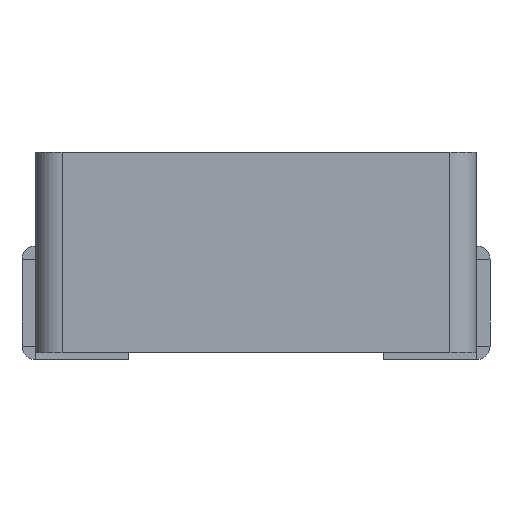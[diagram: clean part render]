
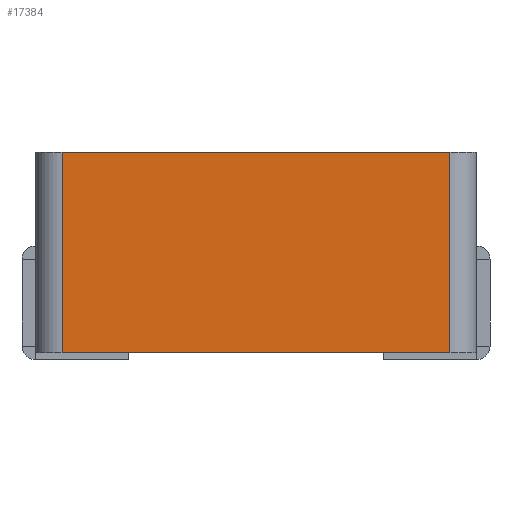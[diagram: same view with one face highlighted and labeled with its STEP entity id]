
A CAD part, front view. The second image highlights one B-rep face of the part: STEP entity #17384.
In plain terms, the highlighted planar face has unit normal (0, -1, 0).
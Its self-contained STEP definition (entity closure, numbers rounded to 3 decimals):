
#374 = DIRECTION ( 'NONE',  ( 0., 0., -1. ) ) ;
#626 = LINE ( 'NONE', #22177, #10038 ) ;
#968 = LINE ( 'NONE', #8085, #19211 ) ;
#1239 = CARTESIAN_POINT ( 'NONE',  ( -2.9, -3.35, 0.1 ) ) ;
#1792 = CARTESIAN_POINT ( 'NONE',  ( -3.3, -3.35, 0.1 ) ) ;
#2098 = VERTEX_POINT ( 'NONE', #2884 ) ;
#2482 = VERTEX_POINT ( 'NONE', #1239 ) ;
#2820 = PLANE ( 'NONE',  #21886 ) ;
#2884 = CARTESIAN_POINT ( 'NONE',  ( 2.9, -3.35, 0.1 ) ) ;
#4081 = ORIENTED_EDGE ( 'NONE', *, *, #14480, .T. ) ;
#4451 = CARTESIAN_POINT ( 'NONE',  ( -3.3, -3.35, 3.1 ) ) ;
#4813 = LINE ( 'NONE', #1792, #15120 ) ;
#5548 = ORIENTED_EDGE ( 'NONE', *, *, #11046, .T. ) ;
#8085 = CARTESIAN_POINT ( 'NONE',  ( -3.3, -3.35, 3.1 ) ) ;
#8211 = VERTEX_POINT ( 'NONE', #21250 ) ;
#9364 = DIRECTION ( 'NONE',  ( 0., 0., 1. ) ) ;
#9599 = DIRECTION ( 'NONE',  ( 0., 0., 1. ) ) ;
#9718 = VECTOR ( 'NONE', #374, 1000. ) ;
#10038 = VECTOR ( 'NONE', #9364, 1000. ) ;
#11046 = EDGE_CURVE ( 'NONE', #2482, #2098, #4813, .T. ) ;
#12036 = DIRECTION ( 'NONE',  ( 1., 0., 0. ) ) ;
#14480 = EDGE_CURVE ( 'NONE', #20274, #2482, #19593, .T. ) ;
#15120 = VECTOR ( 'NONE', #12036, 1000. ) ;
#15297 = CARTESIAN_POINT ( 'NONE',  ( -2.9, -3.35, 3.1 ) ) ;
#16057 = EDGE_LOOP ( 'NONE', ( #5548, #17724, #19932, #4081 ) ) ;
#16920 = DIRECTION ( 'NONE',  ( 0., 1., 0. ) ) ;
#17384 = ADVANCED_FACE ( 'NONE', ( #18795 ), #2820, .F. ) ;
#17724 = ORIENTED_EDGE ( 'NONE', *, *, #20585, .T. ) ;
#18079 = CARTESIAN_POINT ( 'NONE',  ( -2.9, -3.35, 3.1 ) ) ;
#18795 = FACE_OUTER_BOUND ( 'NONE', #16057, .T. ) ;
#19211 = VECTOR ( 'NONE', #22067, 1000. ) ;
#19593 = LINE ( 'NONE', #18079, #9718 ) ;
#19932 = ORIENTED_EDGE ( 'NONE', *, *, #21477, .F. ) ;
#20274 = VERTEX_POINT ( 'NONE', #15297 ) ;
#20585 = EDGE_CURVE ( 'NONE', #2098, #8211, #626, .T. ) ;
#21250 = CARTESIAN_POINT ( 'NONE',  ( 2.9, -3.35, 3.1 ) ) ;
#21477 = EDGE_CURVE ( 'NONE', #20274, #8211, #968, .T. ) ;
#21886 = AXIS2_PLACEMENT_3D ( 'NONE', #4451, #16920, #9599 ) ;
#22067 = DIRECTION ( 'NONE',  ( 1., 0., 0. ) ) ;
#22177 = CARTESIAN_POINT ( 'NONE',  ( 2.9, -3.35, 3.1 ) ) ;
